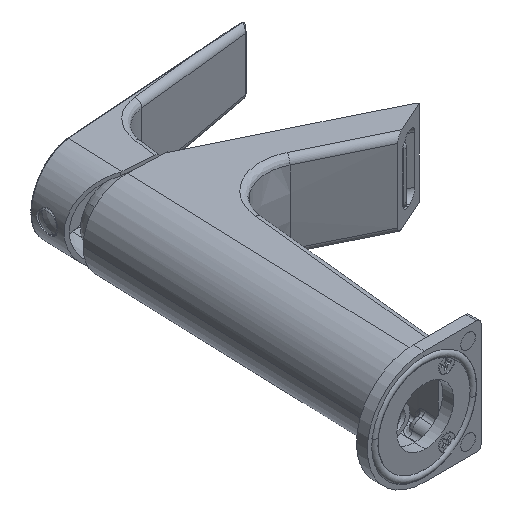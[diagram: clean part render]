
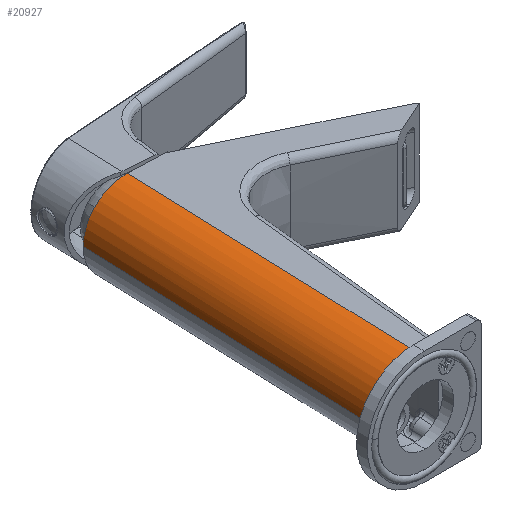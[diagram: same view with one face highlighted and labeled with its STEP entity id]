
A CAD part, isometric view. The second image highlights one B-rep face of the part: STEP entity #20927.
In plain terms, the highlighted cylindrical face has radius 19.6 mm (diameter 39.2 mm), a partial arc.
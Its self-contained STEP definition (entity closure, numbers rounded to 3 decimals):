
#77 = CIRCLE ( 'NONE', #17896, 19.6 ) ;
#650 = EDGE_CURVE ( 'NONE', #4208, #17798, #19270, .T. ) ;
#1906 = EDGE_CURVE ( 'NONE', #4208, #3694, #10533, .T. ) ;
#2489 = AXIS2_PLACEMENT_3D ( 'NONE', #25056, #3742, #19424 ) ;
#2854 = CARTESIAN_POINT ( 'NONE',  ( 4.015, 0.1, 19.6 ) ) ;
#3444 = CARTESIAN_POINT ( 'NONE',  ( 8.895, 139.837, 0. ) ) ;
#3694 = VERTEX_POINT ( 'NONE', #8979 ) ;
#3741 = EDGE_LOOP ( 'NONE', ( #6280, #13845, #22623, #8782 ) ) ;
#3742 = DIRECTION ( 'NONE',  ( 0.035, 0.999, 0. ) ) ;
#4208 = VERTEX_POINT ( 'NONE', #12110 ) ;
#5026 = CARTESIAN_POINT ( 'NONE',  ( -15.6, 0.021, 0. ) ) ;
#6158 = EDGE_CURVE ( 'NONE', #17798, #24069, #77, .T. ) ;
#6280 = ORIENTED_EDGE ( 'NONE', *, *, #9643, .F. ) ;
#8116 = CYLINDRICAL_SURFACE ( 'NONE', #2489, 19.6 ) ;
#8782 = ORIENTED_EDGE ( 'NONE', *, *, #6158, .T. ) ;
#8837 = CARTESIAN_POINT ( 'NONE',  ( 8.895, 139.837, 19.6 ) ) ;
#8979 = CARTESIAN_POINT ( 'NONE',  ( -15.597, 0.1, 0. ) ) ;
#9643 = EDGE_CURVE ( 'NONE', #3694, #24069, #21759, .T. ) ;
#10454 = CARTESIAN_POINT ( 'NONE',  ( -7.473, 0.1, 19.6 ) ) ;
#10533 =( BOUNDED_CURVE ( )  B_SPLINE_CURVE ( 3, ( #2854, #10454, #22500, #18975 ),
 .UNSPECIFIED., .F., .T. ) 
 B_SPLINE_CURVE_WITH_KNOTS ( ( 4, 4 ),
 ( 1.571, 3.142 ),
 .UNSPECIFIED. ) 
 CURVE ( )  GEOMETRIC_REPRESENTATION_ITEM ( )  RATIONAL_B_SPLINE_CURVE ( ( 1., 0.805, 0.805, 1. ) ) 
 REPRESENTATION_ITEM ( '' )  );
#12110 = CARTESIAN_POINT ( 'NONE',  ( 4.015, 0.1, 19.6 ) ) ;
#13845 = ORIENTED_EDGE ( 'NONE', *, *, #1906, .F. ) ;
#16097 = FACE_OUTER_BOUND ( 'NONE', #3741, .T. ) ;
#16439 = CARTESIAN_POINT ( 'NONE',  ( -10.693, 140.521, 0. ) ) ;
#16664 = DIRECTION ( 'NONE',  ( 0.035, 0.999, 0. ) ) ;
#17556 = VECTOR ( 'NONE', #16664, 1000. ) ;
#17798 = VERTEX_POINT ( 'NONE', #8837 ) ;
#17896 = AXIS2_PLACEMENT_3D ( 'NONE', #3444, #20525, #24645 ) ;
#18975 = CARTESIAN_POINT ( 'NONE',  ( -15.597, 0.1, 0. ) ) ;
#19270 = LINE ( 'NONE', #22004, #24984 ) ;
#19424 = DIRECTION ( 'NONE',  ( -0.999, 0.035, 0. ) ) ;
#20525 = DIRECTION ( 'NONE',  ( -0.035, -0.999, 0. ) ) ;
#20927 = ADVANCED_FACE ( 'NONE', ( #16097 ), #8116, .T. ) ;
#21759 = LINE ( 'NONE', #5026, #17556 ) ;
#22004 = CARTESIAN_POINT ( 'NONE',  ( 3.988, -0.663, 19.6 ) ) ;
#22500 = CARTESIAN_POINT ( 'NONE',  ( -15.597, 0.1, 11.481 ) ) ;
#22623 = ORIENTED_EDGE ( 'NONE', *, *, #650, .T. ) ;
#23952 = DIRECTION ( 'NONE',  ( 0.035, 0.999, 0. ) ) ;
#24069 = VERTEX_POINT ( 'NONE', #16439 ) ;
#24645 = DIRECTION ( 'NONE',  ( -0.999, 0.035, 0. ) ) ;
#24984 = VECTOR ( 'NONE', #23952, 1000. ) ;
#25056 = CARTESIAN_POINT ( 'NONE',  ( 3.988, -0.663, 0. ) ) ;
